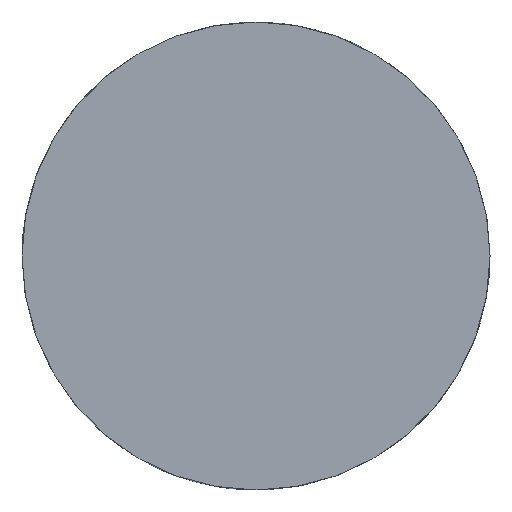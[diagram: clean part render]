
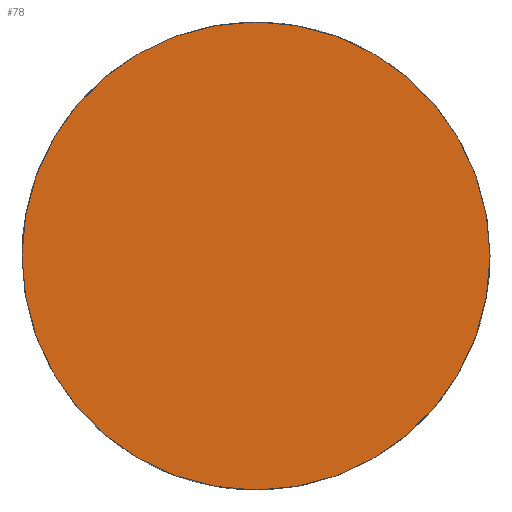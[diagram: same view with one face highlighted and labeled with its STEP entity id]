
A CAD part, top view. The second image highlights one B-rep face of the part: STEP entity #78.
In plain terms, the highlighted planar face has unit normal (0, 0, 1).
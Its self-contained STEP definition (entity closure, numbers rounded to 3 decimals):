
#12 = DIRECTION ( 'NONE',  ( 1., 0., 0. ) ) ;
#15 = CARTESIAN_POINT ( 'NONE',  ( 0., 0., 6. ) ) ;
#16 = DIRECTION ( 'NONE',  ( 1., 0., 0. ) ) ;
#22 = FACE_OUTER_BOUND ( 'NONE', #110, .T. ) ;
#35 = CARTESIAN_POINT ( 'NONE',  ( -25.4, 0., 6. ) ) ;
#36 = CARTESIAN_POINT ( 'NONE',  ( 0., 0., 6. ) ) ;
#48 = AXIS2_PLACEMENT_3D ( 'NONE', #15, #158, #16 ) ;
#55 = EDGE_CURVE ( 'NONE', #107, #96, #90, .T. ) ;
#66 = PLANE ( 'NONE',  #85 ) ;
#78 = ADVANCED_FACE ( 'NONE', ( #22 ), #66, .T. ) ;
#83 = ORIENTED_EDGE ( 'NONE', *, *, #55, .T. ) ;
#85 = AXIS2_PLACEMENT_3D ( 'NONE', #111, #173, #12 ) ;
#86 = DIRECTION ( 'NONE',  ( 1., 0., 0. ) ) ;
#90 = CIRCLE ( 'NONE', #48, 25.4 ) ;
#96 = VERTEX_POINT ( 'NONE', #35 ) ;
#107 = VERTEX_POINT ( 'NONE', #129 ) ;
#109 = AXIS2_PLACEMENT_3D ( 'NONE', #36, #164, #86 ) ;
#110 = EDGE_LOOP ( 'NONE', ( #146, #83 ) ) ;
#111 = CARTESIAN_POINT ( 'NONE',  ( 0., 0., 6. ) ) ;
#128 = CIRCLE ( 'NONE', #109, 25.4 ) ;
#129 = CARTESIAN_POINT ( 'NONE',  ( 25.4, 0., 6. ) ) ;
#146 = ORIENTED_EDGE ( 'NONE', *, *, #147, .T. ) ;
#147 = EDGE_CURVE ( 'NONE', #96, #107, #128, .T. ) ;
#158 = DIRECTION ( 'NONE',  ( 0., 0., 1. ) ) ;
#164 = DIRECTION ( 'NONE',  ( 0., 0., 1. ) ) ;
#173 = DIRECTION ( 'NONE',  ( 0., 0., 1. ) ) ;
